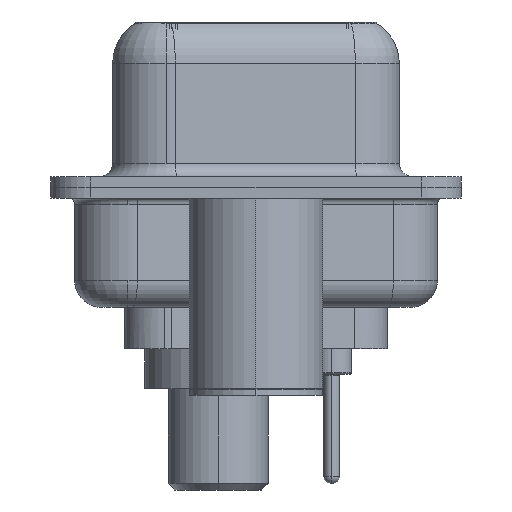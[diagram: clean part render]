
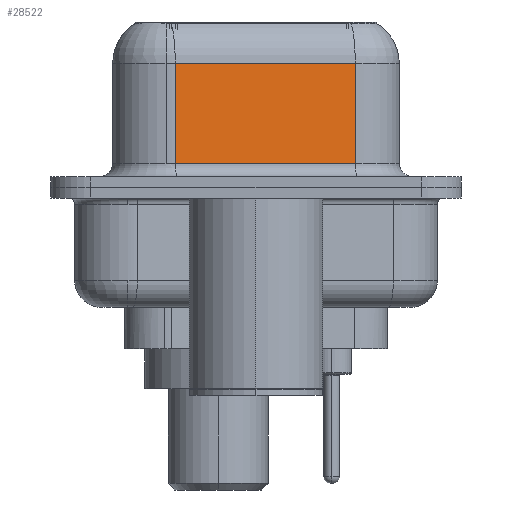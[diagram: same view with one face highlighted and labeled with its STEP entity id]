
A CAD part, left-side view. The second image highlights one B-rep face of the part: STEP entity #28522.
In plain terms, the highlighted planar face has unit normal (-0.985, -0.174, 0).
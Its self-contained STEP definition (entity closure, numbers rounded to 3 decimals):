
#214 = CARTESIAN_POINT ( 'NONE',  ( 5.621, -3.722, 6.4 ) ) ;
#1634 = DIRECTION ( 'NONE',  ( 0.174, -0.985, 0. ) ) ;
#3316 = ORIENTED_EDGE ( 'NONE', *, *, #3564, .T. ) ;
#3564 = EDGE_CURVE ( 'NONE', #27190, #27054, #16135, .T. ) ;
#4506 = ORIENTED_EDGE ( 'NONE', *, *, #27900, .T. ) ;
#4637 = LINE ( 'NONE', #26054, #13305 ) ;
#6869 = VERTEX_POINT ( 'NONE', #13864 ) ;
#7253 = DIRECTION ( 'NONE',  ( 0., 0., -1. ) ) ;
#7705 = EDGE_CURVE ( 'NONE', #27190, #31738, #16729, .T. ) ;
#8636 = AXIS2_PLACEMENT_3D ( 'NONE', #214, #15965, #34256 ) ;
#8806 = CARTESIAN_POINT ( 'NONE',  ( 5.621, -3.722, 0.9 ) ) ;
#10735 = ORIENTED_EDGE ( 'NONE', *, *, #27180, .T. ) ;
#12444 = ORIENTED_EDGE ( 'NONE', *, *, #7705, .F. ) ;
#13305 = VECTOR ( 'NONE', #7253, 1000. ) ;
#13397 = VECTOR ( 'NONE', #20530, 1000. ) ;
#13864 = CARTESIAN_POINT ( 'NONE',  ( 4.43, 3.028, 0.9 ) ) ;
#15965 = DIRECTION ( 'NONE',  ( 0.985, 0.174, 0. ) ) ;
#16135 = LINE ( 'NONE', #19999, #32729 ) ;
#16729 = LINE ( 'NONE', #23560, #13397 ) ;
#17560 = CARTESIAN_POINT ( 'NONE',  ( 4.43, 3.028, 4.65 ) ) ;
#19999 = CARTESIAN_POINT ( 'NONE',  ( 5.621, -3.722, 4.65 ) ) ;
#20530 = DIRECTION ( 'NONE',  ( 0., 0., -1. ) ) ;
#20579 = CARTESIAN_POINT ( 'NONE',  ( 5.621, -3.722, 4.65 ) ) ;
#21734 = EDGE_LOOP ( 'NONE', ( #12444, #3316, #10735, #4506 ) ) ;
#22813 = FACE_OUTER_BOUND ( 'NONE', #21734, .T. ) ;
#23560 = CARTESIAN_POINT ( 'NONE',  ( 5.621, -3.722, 6.4 ) ) ;
#24510 = LINE ( 'NONE', #8806, #30699 ) ;
#25350 = DIRECTION ( 'NONE',  ( -0.174, 0.985, 0. ) ) ;
#26054 = CARTESIAN_POINT ( 'NONE',  ( 4.43, 3.028, 6.4 ) ) ;
#27054 = VERTEX_POINT ( 'NONE', #17560 ) ;
#27180 = EDGE_CURVE ( 'NONE', #27054, #6869, #4637, .T. ) ;
#27190 = VERTEX_POINT ( 'NONE', #20579 ) ;
#27900 = EDGE_CURVE ( 'NONE', #6869, #31738, #24510, .T. ) ;
#28522 = ADVANCED_FACE ( 'NONE', ( #22813 ), #31836, .F. ) ;
#30699 = VECTOR ( 'NONE', #1634, 1000. ) ;
#31738 = VERTEX_POINT ( 'NONE', #33726 ) ;
#31836 = PLANE ( 'NONE',  #8636 ) ;
#32729 = VECTOR ( 'NONE', #25350, 1000. ) ;
#33726 = CARTESIAN_POINT ( 'NONE',  ( 5.621, -3.722, 0.9 ) ) ;
#34256 = DIRECTION ( 'NONE',  ( -0.174, 0.985, 0. ) ) ;
